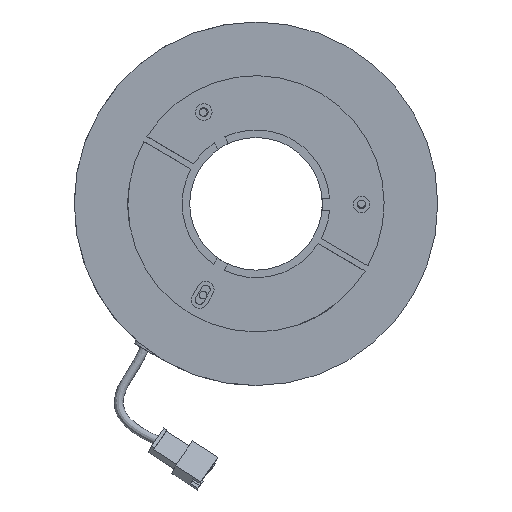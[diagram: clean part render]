
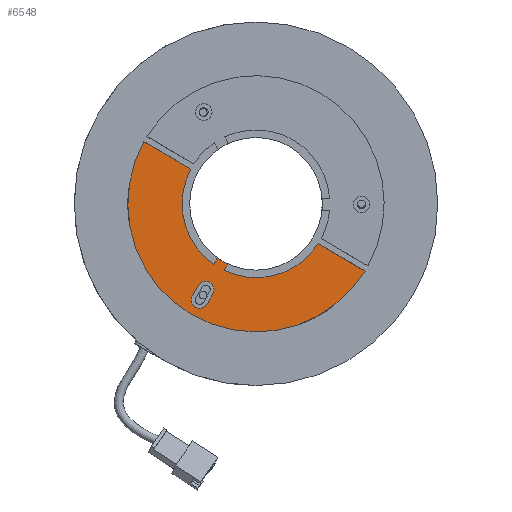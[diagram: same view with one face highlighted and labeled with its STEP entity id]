
A CAD part, front view. The second image highlights one B-rep face of the part: STEP entity #6548.
In plain terms, the highlighted planar face has unit normal (0, -1, 0).
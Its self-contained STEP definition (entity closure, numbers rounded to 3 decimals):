
#1071 = AXIS2_PLACEMENT_3D ( 'NONE', #1422, #1423, #1424 ) ;
#1147 = FACE_OUTER_BOUND ( 'NONE', #6783, .T. ) ;
#1151 = FACE_BOUND ( 'NONE', #6633, .T. ) ;
#1415 = PLANE ( 'NONE',  #1071 ) ;
#1422 = CARTESIAN_POINT ( 'NONE',  ( -80.802, -10., 47.301 ) ) ;
#1423 = DIRECTION ( 'NONE',  ( 0., -1., 0. ) ) ;
#1424 = DIRECTION ( 'NONE',  ( -0.505, 0., -0.863 ) ) ;
#2148 = CARTESIAN_POINT ( 'NONE',  ( -18.692, -10., -31.931 ) ) ;
#2149 = DIRECTION ( 'NONE',  ( 0., 1., 0. ) ) ;
#2150 = DIRECTION ( 'NONE',  ( -0.505, 0., -0.863 ) ) ;
#2234 = AXIS2_PLACEMENT_3D ( 'NONE', #2148, #2149, #2150 ) ;
#2247 = AXIS2_PLACEMENT_3D ( 'NONE', #2606, #2607, #2608 ) ;
#2249 = AXIS2_PLACEMENT_3D ( 'NONE', #2619, #2620, #2621 ) ;
#2251 = AXIS2_PLACEMENT_3D ( 'NONE', #2635, #2636, #2637 ) ;
#2253 = AXIS2_PLACEMENT_3D ( 'NONE', #2649, #2650, #2651 ) ;
#2255 = AXIS2_PLACEMENT_3D ( 'NONE', #2661, #2662, #2663 ) ;
#2256 = AXIS2_PLACEMENT_3D ( 'NONE', #2666, #2667, #2668 ) ;
#2606 = CARTESIAN_POINT ( 'NONE',  ( 0., -10., 0. ) ) ;
#2607 = DIRECTION ( 'NONE',  ( 0., 1., 0. ) ) ;
#2608 = DIRECTION ( 'NONE',  ( 0.505, 0., 0.863 ) ) ;
#2610 = CARTESIAN_POINT ( 'NONE',  ( -81.307, -10., 46.438 ) ) ;
#2614 = DIRECTION ( 'NONE',  ( -0.863, 0., 0.505 ) ) ;
#2619 = CARTESIAN_POINT ( 'NONE',  ( 0., -10., 0. ) ) ;
#2620 = DIRECTION ( 'NONE',  ( 0., 1., 0. ) ) ;
#2621 = DIRECTION ( 'NONE',  ( 0.505, 0., 0.863 ) ) ;
#2622 = CARTESIAN_POINT ( 'NONE',  ( -81.307, -10., 46.438 ) ) ;
#2628 = DIRECTION ( 'NONE',  ( -0.863, 0., 0.505 ) ) ;
#2635 = CARTESIAN_POINT ( 'NONE',  ( 0., -10., 0. ) ) ;
#2636 = DIRECTION ( 'NONE',  ( 0., 1., 0. ) ) ;
#2637 = DIRECTION ( 'NONE',  ( 0.505, 0., 0.863 ) ) ;
#2638 = CARTESIAN_POINT ( 'NONE',  ( -2.373, -10., 1.389 ) ) ;
#2639 = CARTESIAN_POINT ( 'NONE',  ( 1.726, -10., -1.01 ) ) ;
#2643 = DIRECTION ( 'NONE',  ( 0.505, 0., 0.863 ) ) ;
#2648 = DIRECTION ( 'NONE',  ( 0.505, 0., 0.863 ) ) ;
#2649 = CARTESIAN_POINT ( 'NONE',  ( 0., -10., 0. ) ) ;
#2650 = DIRECTION ( 'NONE',  ( 0., 1., 0. ) ) ;
#2651 = DIRECTION ( 'NONE',  ( 0.505, 0., 0.863 ) ) ;
#2652 = DIRECTION ( 'NONE',  ( 0.505, 0., 0.863 ) ) ;
#2653 = CARTESIAN_POINT ( 'NONE',  ( -1.726, -10., 1.01 ) ) ;
#2659 = CARTESIAN_POINT ( 'NONE',  ( 2.373, -10., -1.389 ) ) ;
#2660 = DIRECTION ( 'NONE',  ( -0.505, 0., -0.863 ) ) ;
#2661 = CARTESIAN_POINT ( 'NONE',  ( -18.692, -10., -31.931 ) ) ;
#2662 = DIRECTION ( 'NONE',  ( 0., 1., 0. ) ) ;
#2663 = DIRECTION ( 'NONE',  ( -0.505, 0., -0.863 ) ) ;
#2666 = CARTESIAN_POINT ( 'NONE',  ( -16.672, -10., -28.479 ) ) ;
#2667 = DIRECTION ( 'NONE',  ( 0., 1., 0. ) ) ;
#2668 = DIRECTION ( 'NONE',  ( -0.505, 0., -0.863 ) ) ;
#2696 = CARTESIAN_POINT ( 'NONE',  ( -20.082, -10., -34.304 ) ) ;
#2699 = CARTESIAN_POINT ( 'NONE',  ( -16.319, -10., -33.32 ) ) ;
#2704 = CARTESIAN_POINT ( 'NONE',  ( -21.066, -10., -30.542 ) ) ;
#2705 = CARTESIAN_POINT ( 'NONE',  ( -14.298, -10., -29.868 ) ) ;
#2706 = CARTESIAN_POINT ( 'NONE',  ( -9.347, -10., -19.926 ) ) ;
#2709 = CARTESIAN_POINT ( 'NONE',  ( -12.799, -10., -17.905 ) ) ;
#2711 = CARTESIAN_POINT ( 'NONE',  ( -19.045, -10., -27.09 ) ) ;
#2799 = CARTESIAN_POINT ( 'NONE',  ( -37.173, -10., 20.602 ) ) ;
#2800 = CARTESIAN_POINT ( 'NONE',  ( -21.631, -10., 11.504 ) ) ;
#2806 = CARTESIAN_POINT ( 'NONE',  ( 36.162, -10., -22.328 ) ) ;
#2808 = CARTESIAN_POINT ( 'NONE',  ( 20.621, -10., -13.23 ) ) ;
#2809 = CARTESIAN_POINT ( 'NONE',  ( -10.61, -10., -22.083 ) ) ;
#5101 = VERTEX_POINT ( 'NONE', #5895 ) ;
#5800 = CIRCLE ( 'NONE', #2234, 2.75 ) ;
#5826 = CIRCLE ( 'NONE', #2247, 24.5 ) ;
#5837 = LINE ( 'NONE', #2610, #5843 ) ;
#5840 = CIRCLE ( 'NONE', #2249, 42.5 ) ;
#5843 = VECTOR ( 'NONE', #2614, 1000. ) ;
#5844 = LINE ( 'NONE', #2622, #5853 ) ;
#5850 = CIRCLE ( 'NONE', #2251, 24.5 ) ;
#5853 = VECTOR ( 'NONE', #2628, 1000. ) ;
#5856 = LINE ( 'NONE', #2639, #5863 ) ;
#5860 = LINE ( 'NONE', #2653, #5871 ) ;
#5863 = VECTOR ( 'NONE', #2643, 1000. ) ;
#5866 = CIRCLE ( 'NONE', #2253, 22.009 ) ;
#5871 = VECTOR ( 'NONE', #2648, 1000. ) ;
#5872 = CIRCLE ( 'NONE', #2255, 2.75 ) ;
#5874 = LINE ( 'NONE', #2638, #5876 ) ;
#5875 = CIRCLE ( 'NONE', #2256, 2.75 ) ;
#5876 = VECTOR ( 'NONE', #2652, 1000. ) ;
#5877 = LINE ( 'NONE', #2659, #5879 ) ;
#5879 = VECTOR ( 'NONE', #2660, 1000. ) ;
#5895 = CARTESIAN_POINT ( 'NONE',  ( -14.062, -10., -20.063 ) ) ;
#6548 = ADVANCED_FACE ( 'NONE', ( #1147, #1151 ), #1415, .T. ) ;
#6633 = EDGE_LOOP ( 'NONE', ( #7074, #7075, #7076, #7077, #7078 ) ) ;
#6783 = EDGE_LOOP ( 'NONE', ( #7066, #7067, #7068, #7069, #7070, #7071, #7072, #7073 ) ) ;
#7066 = ORIENTED_EDGE ( 'NONE', *, *, #7325, .F. ) ;
#7067 = ORIENTED_EDGE ( 'NONE', *, *, #7304, .T. ) ;
#7068 = ORIENTED_EDGE ( 'NONE', *, *, #7308, .T. ) ;
#7069 = ORIENTED_EDGE ( 'NONE', *, *, #7310, .F. ) ;
#7070 = ORIENTED_EDGE ( 'NONE', *, *, #7314, .T. ) ;
#7071 = ORIENTED_EDGE ( 'NONE', *, *, #7317, .T. ) ;
#7072 = ORIENTED_EDGE ( 'NONE', *, *, #7320, .T. ) ;
#7073 = ORIENTED_EDGE ( 'NONE', *, *, #7323, .T. ) ;
#7074 = ORIENTED_EDGE ( 'NONE', *, *, #7277, .T. ) ;
#7075 = ORIENTED_EDGE ( 'NONE', *, *, #7327, .T. ) ;
#7076 = ORIENTED_EDGE ( 'NONE', *, *, #7328, .T. ) ;
#7077 = ORIENTED_EDGE ( 'NONE', *, *, #7329, .T. ) ;
#7078 = ORIENTED_EDGE ( 'NONE', *, *, #7330, .T. ) ;
#7277 = EDGE_CURVE ( 'NONE', #7346, #7347, #5800, .T. ) ;
#7304 = EDGE_CURVE ( 'NONE', #5101, #7562, #5826, .T. ) ;
#7308 = EDGE_CURVE ( 'NONE', #7562, #7561, #5837, .T. ) ;
#7310 = EDGE_CURVE ( 'NONE', #7568, #7561, #5840, .T. ) ;
#7314 = EDGE_CURVE ( 'NONE', #7568, #7570, #5844, .T. ) ;
#7317 = EDGE_CURVE ( 'NONE', #7570, #7571, #5850, .T. ) ;
#7320 = EDGE_CURVE ( 'NONE', #7571, #7466, #5856, .T. ) ;
#7323 = EDGE_CURVE ( 'NONE', #7466, #7468, #5866, .T. ) ;
#7325 = EDGE_CURVE ( 'NONE', #5101, #7468, #5860, .T. ) ;
#7327 = EDGE_CURVE ( 'NONE', #7347, #7471, #5872, .T. ) ;
#7328 = EDGE_CURVE ( 'NONE', #7471, #7472, #5874, .T. ) ;
#7329 = EDGE_CURVE ( 'NONE', #7472, #7473, #5875, .T. ) ;
#7330 = EDGE_CURVE ( 'NONE', #7473, #7346, #5877, .T. ) ;
#7346 = VERTEX_POINT ( 'NONE', #2699 ) ;
#7347 = VERTEX_POINT ( 'NONE', #2696 ) ;
#7466 = VERTEX_POINT ( 'NONE', #2706 ) ;
#7468 = VERTEX_POINT ( 'NONE', #2709 ) ;
#7471 = VERTEX_POINT ( 'NONE', #2704 ) ;
#7472 = VERTEX_POINT ( 'NONE', #2711 ) ;
#7473 = VERTEX_POINT ( 'NONE', #2705 ) ;
#7561 = VERTEX_POINT ( 'NONE', #2799 ) ;
#7562 = VERTEX_POINT ( 'NONE', #2800 ) ;
#7568 = VERTEX_POINT ( 'NONE', #2806 ) ;
#7570 = VERTEX_POINT ( 'NONE', #2808 ) ;
#7571 = VERTEX_POINT ( 'NONE', #2809 ) ;
